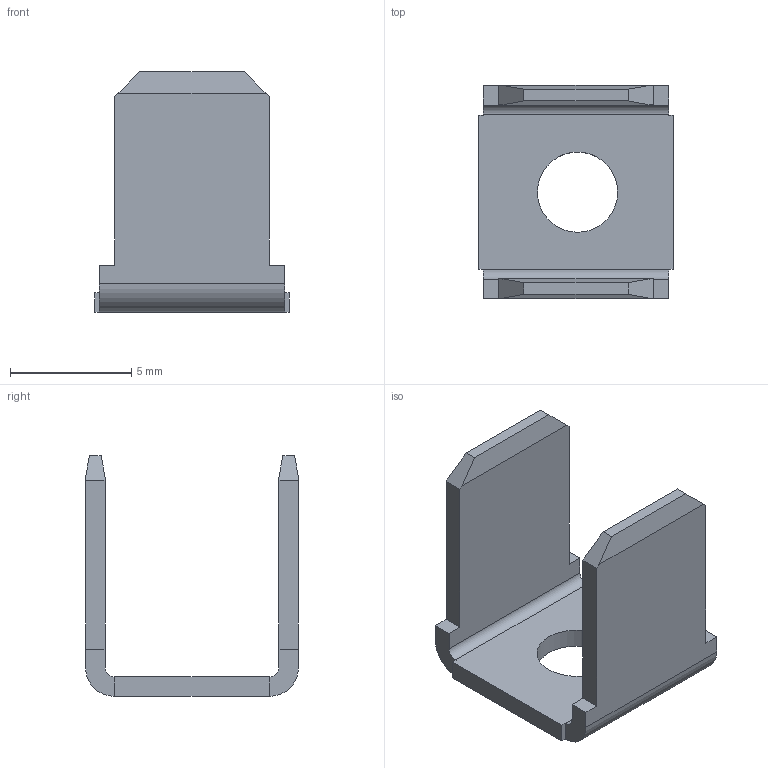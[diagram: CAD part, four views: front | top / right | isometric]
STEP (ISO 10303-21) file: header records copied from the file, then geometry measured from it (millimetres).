
FILE_DESCRIPTION((''),'2;1');
FILE_NAME('C-41290','2016-03-29T',('workeradm'),('Tyco Electronics Ltd.'),'CREO PARAMETRIC BY PTC INC, 2015200','CREO PARAMETRIC BY PTC INC, 2015200','');
FILE_SCHEMA(('AUTOMOTIVE_DESIGN { 1 0 10303 214 1 1 1 1 }'));
Length unit declared in the file: millimetre
Products named in the file (1): C-41290
Bounding box: 8 x 8.76 x 9.91 mm (x, y, z)
Volume: 136.3 mm3; surface area: 402.1 mm2
Topology: 1 solids, 1 shells, 40 faces, 114 edges, 76 vertices
Faces by surface type: plane 34, cylinder 6
Entity records: 1338 total; most frequent: CARTESIAN_POINT 232, ORIENTED_EDGE 228, DIRECTION 206, EDGE_CURVE 114, VECTOR 102, LINE 102, VERTEX_POINT 76, AXIS2_PLACEMENT_3D 52
